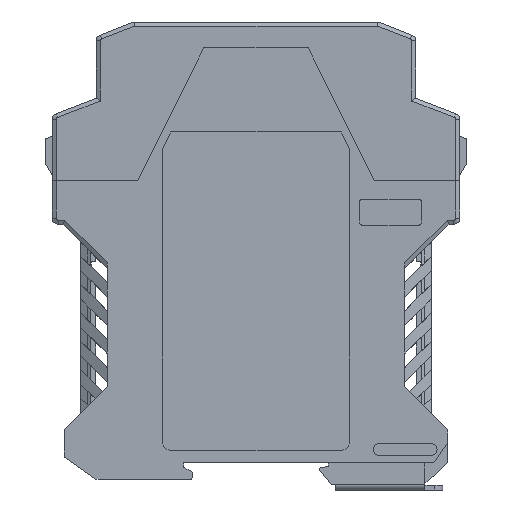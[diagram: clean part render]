
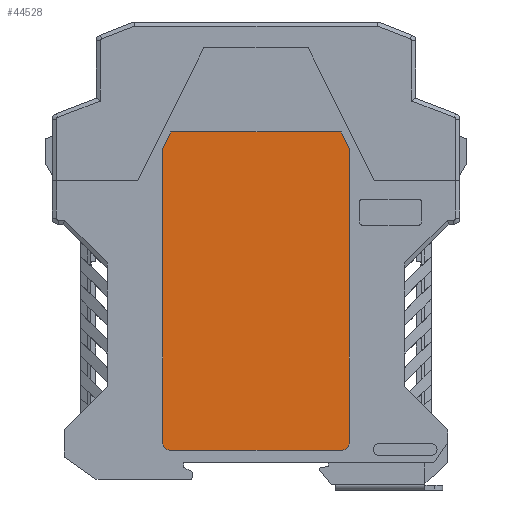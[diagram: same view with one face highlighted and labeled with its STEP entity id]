
A CAD part, left-side view. The second image highlights one B-rep face of the part: STEP entity #44528.
In plain terms, the highlighted face is planar.
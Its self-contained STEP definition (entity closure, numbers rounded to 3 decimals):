
#1562=CIRCLE('',#46938,2.);
#1563=CIRCLE('',#46939,2.);
#2730=VERTEX_POINT('',#61101);
#2731=VERTEX_POINT('',#61103);
#2732=VERTEX_POINT('',#61107);
#2733=VERTEX_POINT('',#61111);
#2734=VERTEX_POINT('',#61113);
#2735=VERTEX_POINT('',#61115);
#2736=VERTEX_POINT('',#61117);
#2737=VERTEX_POINT('',#61119);
#7446=VECTOR('',#50713,1.);
#7448=VECTOR('',#50716,1.);
#7449=VECTOR('',#50718,1.);
#7450=VECTOR('',#50719,1.);
#7451=VECTOR('',#50720,1.);
#7452=VECTOR('',#50723,1.);
#13426=LINE('',#61104,#7446);
#13428=LINE('',#61108,#7448);
#13429=LINE('',#61110,#7449);
#13430=LINE('',#61112,#7450);
#13431=LINE('',#61114,#7451);
#13432=LINE('',#61118,#7452);
#19462=EDGE_CURVE('',#2730,#2731,#13426,.T.);
#19464=EDGE_CURVE('',#2732,#2730,#13428,.T.);
#19465=EDGE_CURVE('',#2731,#2733,#13429,.T.);
#19466=EDGE_CURVE('',#2733,#2734,#13430,.T.);
#19467=EDGE_CURVE('',#2734,#2735,#13431,.T.);
#19468=EDGE_CURVE('',#2736,#2735,#1562,.T.);
#19469=EDGE_CURVE('',#2736,#2737,#13432,.T.);
#19470=EDGE_CURVE('',#2732,#2737,#1563,.T.);
#27072=ORIENTED_EDGE('',*,*,#19465,.T.);
#27073=ORIENTED_EDGE('',*,*,#19466,.T.);
#27074=ORIENTED_EDGE('',*,*,#19467,.T.);
#27075=ORIENTED_EDGE('',*,*,#19468,.F.);
#27076=ORIENTED_EDGE('',*,*,#19469,.T.);
#27077=ORIENTED_EDGE('',*,*,#19470,.F.);
#27078=ORIENTED_EDGE('',*,*,#19464,.T.);
#27079=ORIENTED_EDGE('',*,*,#19462,.T.);
#39337=EDGE_LOOP('',(#27072,#27073,#27074,#27075,#27076,#27077,#27078,#27079));
#41935=FACE_BOUND('',#39337,.T.);
#44528=ADVANCED_FACE('',(#41935),#73247,.T.);
#46937=AXIS2_PLACEMENT_3D('',#61109,#50717,$);
#46938=AXIS2_PLACEMENT_3D('',#61116,#50721,#50722);
#46939=AXIS2_PLACEMENT_3D('',#61120,#50724,#50725);
#50713=DIRECTION('',(0.447,0.894,0.));
#50716=DIRECTION('',(0.,1.,0.));
#50717=DIRECTION('',(0.,0.,-1.));
#50718=DIRECTION('',(1.,0.,0.));
#50719=DIRECTION('',(0.447,-0.894,0.));
#50720=DIRECTION('',(0.,-1.,0.));
#50721=DIRECTION('',(0.,0.,1.));
#50722=DIRECTION('',(2.,0.,0.));
#50723=DIRECTION('',(-1.,0.,0.));
#50724=DIRECTION('',(0.,0.,1.));
#50725=DIRECTION('',(2.,0.,0.));
#61101=CARTESIAN_POINT('',(-22.65,84.3,-11.1));
#61103=CARTESIAN_POINT('',(-20.65,88.3,-11.1));
#61104=CARTESIAN_POINT('',(-51.84,25.92,-11.1));
#61107=CARTESIAN_POINT('',(-22.65,13.,-11.1));
#61108=CARTESIAN_POINT('',(-22.65,0.,-11.1));
#61109=CARTESIAN_POINT('',(-34.89,74.275,-11.1));
#61110=CARTESIAN_POINT('',(0.,88.3,-11.1));
#61111=CARTESIAN_POINT('',(20.65,88.3,-11.1));
#61112=CARTESIAN_POINT('',(51.84,25.92,-11.1));
#61113=CARTESIAN_POINT('',(22.65,84.3,-11.1));
#61114=CARTESIAN_POINT('',(22.65,0.,-11.1));
#61115=CARTESIAN_POINT('',(22.65,13.,-11.1));
#61116=CARTESIAN_POINT('',(20.65,13.,-11.1));
#61117=CARTESIAN_POINT('',(20.65,11.,-11.1));
#61118=CARTESIAN_POINT('',(0.,11.,-11.1));
#61119=CARTESIAN_POINT('',(-20.65,11.,-11.1));
#61120=CARTESIAN_POINT('',(-20.65,13.,-11.1));
#73247=PLANE('',#46937);
